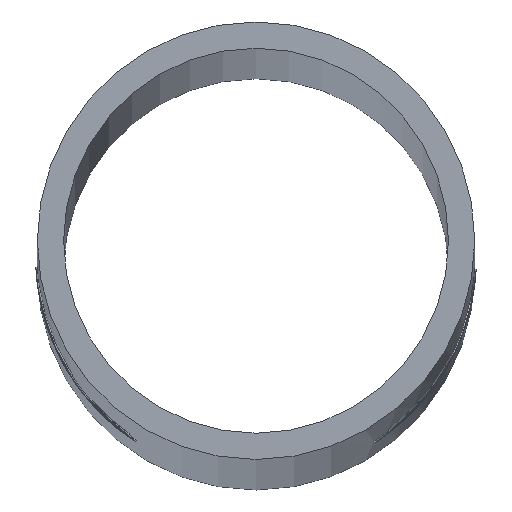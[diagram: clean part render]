
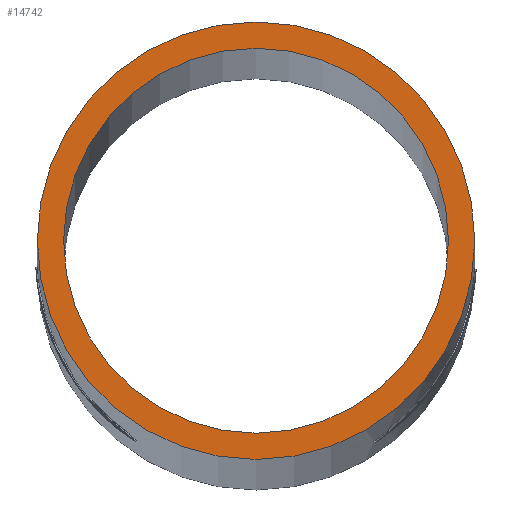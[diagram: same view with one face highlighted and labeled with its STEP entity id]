
A CAD part, top view. The second image highlights one B-rep face of the part: STEP entity #14742.
In plain terms, the highlighted planar face has unit normal (0, 0, 1).
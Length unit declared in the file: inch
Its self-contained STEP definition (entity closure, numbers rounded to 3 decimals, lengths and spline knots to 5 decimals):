
#918 = EDGE_CURVE ( 'NONE', #30164, #21396, #38831, .T. ) ;
#954 = DIRECTION ( 'NONE',  ( 0., 0., -1. ) ) ;
#1388 = DIRECTION ( 'NONE',  ( 0., 0., -1. ) ) ;
#1540 = ORIENTED_EDGE ( 'NONE', *, *, #7963, .F. ) ;
#2505 = CARTESIAN_POINT ( 'NONE',  ( 0., 0., 19.68504 ) ) ;
#2571 = ORIENTED_EDGE ( 'NONE', *, *, #23499, .F. ) ;
#2582 = CARTESIAN_POINT ( 'NONE',  ( -0.43307, 0., 19.68504 ) ) ;
#3123 = DIRECTION ( 'NONE',  ( 0., 0., -1. ) ) ;
#3500 = VERTEX_POINT ( 'NONE', #25421 ) ;
#4359 = PLANE ( 'NONE',  #24701 ) ;
#5568 = DIRECTION ( 'NONE',  ( 1., 0., 0. ) ) ;
#7963 = EDGE_CURVE ( 'NONE', #21396, #30164, #31317, .T. ) ;
#9168 = CIRCLE ( 'NONE', #14768, 0.49213 ) ;
#13866 = CIRCLE ( 'NONE', #30994, 0.49213 ) ;
#14742 = ADVANCED_FACE ( 'NONE', ( #31094, #14808 ), #4359, .F. ) ;
#14768 = AXIS2_PLACEMENT_3D ( 'NONE', #19228, #954, #22316 ) ;
#14808 = FACE_OUTER_BOUND ( 'NONE', #26348, .T. ) ;
#19228 = CARTESIAN_POINT ( 'NONE',  ( 0., 0., 19.68504 ) ) ;
#19651 = CARTESIAN_POINT ( 'NONE',  ( 0., 0., 19.68504 ) ) ;
#20237 = EDGE_CURVE ( 'NONE', #3500, #28951, #13866, .T. ) ;
#21320 = CARTESIAN_POINT ( 'NONE',  ( 0., 0., 19.68504 ) ) ;
#21396 = VERTEX_POINT ( 'NONE', #22732 ) ;
#22316 = DIRECTION ( 'NONE',  ( 1., 0., 0. ) ) ;
#22732 = CARTESIAN_POINT ( 'NONE',  ( 0.43307, 0., 19.68504 ) ) ;
#22744 = DIRECTION ( 'NONE',  ( -1., 0., 0. ) ) ;
#23106 = ORIENTED_EDGE ( 'NONE', *, *, #20237, .F. ) ;
#23499 = EDGE_CURVE ( 'NONE', #28951, #3500, #9168, .T. ) ;
#23554 = AXIS2_PLACEMENT_3D ( 'NONE', #24989, #24945, #24898 ) ;
#23831 = DIRECTION ( 'NONE',  ( 0., 0., 1. ) ) ;
#24451 = DIRECTION ( 'NONE',  ( 1., 0., 0. ) ) ;
#24701 = AXIS2_PLACEMENT_3D ( 'NONE', #19651, #1388, #22744 ) ;
#24898 = DIRECTION ( 'NONE',  ( 1., 0., 0. ) ) ;
#24945 = DIRECTION ( 'NONE',  ( 0., 0., 1. ) ) ;
#24989 = CARTESIAN_POINT ( 'NONE',  ( 0., 0., 19.68504 ) ) ;
#25421 = CARTESIAN_POINT ( 'NONE',  ( -0.49213, 0., 19.68504 ) ) ;
#25920 = EDGE_LOOP ( 'NONE', ( #1540, #39351 ) ) ;
#26348 = EDGE_LOOP ( 'NONE', ( #2571, #23106 ) ) ;
#28951 = VERTEX_POINT ( 'NONE', #34834 ) ;
#30164 = VERTEX_POINT ( 'NONE', #2582 ) ;
#30994 = AXIS2_PLACEMENT_3D ( 'NONE', #21320, #3123, #24451 ) ;
#31094 = FACE_BOUND ( 'NONE', #25920, .T. ) ;
#31317 = CIRCLE ( 'NONE', #32941, 0.43307 ) ;
#32941 = AXIS2_PLACEMENT_3D ( 'NONE', #2505, #23831, #5568 ) ;
#34834 = CARTESIAN_POINT ( 'NONE',  ( 0.49213, 0., 19.68504 ) ) ;
#38831 = CIRCLE ( 'NONE', #23554, 0.43307 ) ;
#39351 = ORIENTED_EDGE ( 'NONE', *, *, #918, .F. ) ;
